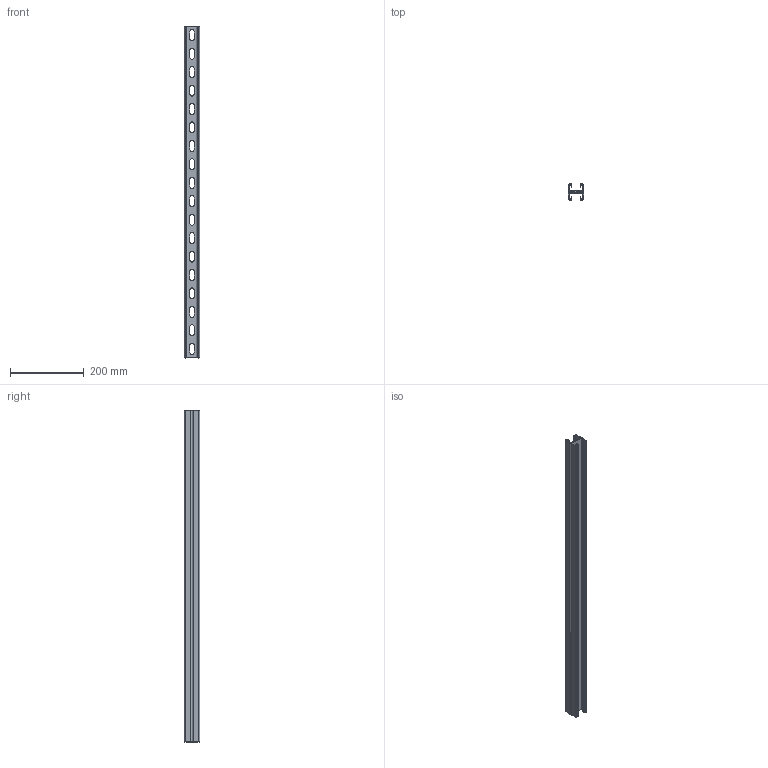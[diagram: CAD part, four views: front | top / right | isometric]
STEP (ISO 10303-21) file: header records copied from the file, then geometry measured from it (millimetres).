
FILE_DESCRIPTION (( 'STEP AP203' ), '1' );
FILE_NAME ('Äâîéíîé STRUT-ïðîôèëü_h21-L900.step', '2022-01-25T09:59:07', ( '' ), ( '' ), 'SwSTEP 2.0', 'SolidWorks 2017', '' );
FILE_SCHEMA (( 'CONFIG_CONTROL_DESIGN' ));
Length unit declared in the file: millimetre
Products named in the file (2): STRUT-镳铘桦黖h21-900; Äâîéíîé STRUT-ïðîôèëü_h21-L900
Assembly tree (2 placements, depth 2):
  Äâîéíîé STRUT-ïðîôèëü_h21-L900
    STRUT-镳铘桦黖h21-900  x2
Bounding box: 41 x 42 x 900 mm (x, y, z)
Volume: 327091 mm3; surface area: 347970.4 mm2
Topology: 2 solids, 2 shells, 3068 faces, 9192 edges, 6128 vertices
Faces by surface type: plane 2984, cylinder 84
Entity records: 50964 total; most frequent: CARTESIAN_POINT 9199, ORIENTED_EDGE 9192, DIRECTION 7758, EDGE_CURVE 4596, LINE 4512, VECTOR 4512, VERTEX_POINT 3064, AXIS2_PLACEMENT_3D 1623
